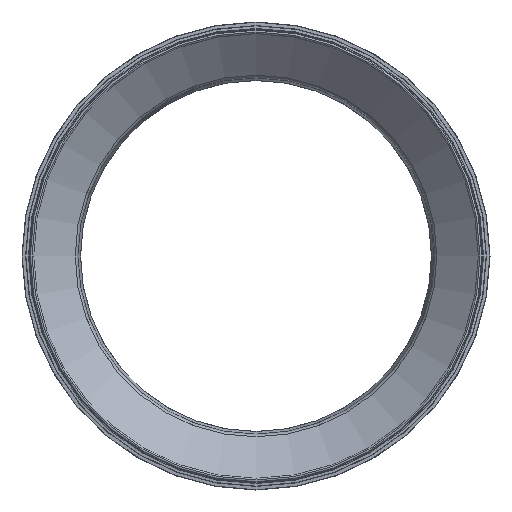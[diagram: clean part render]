
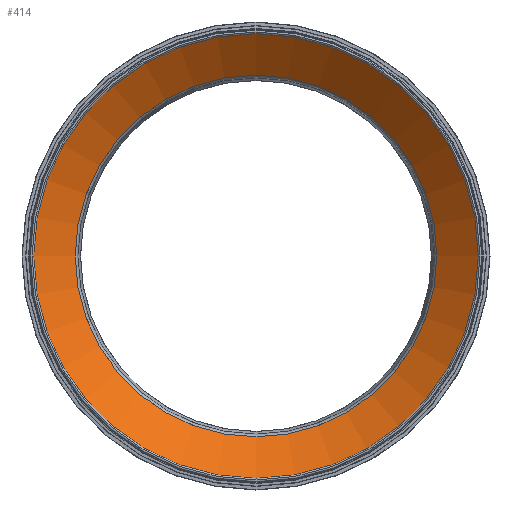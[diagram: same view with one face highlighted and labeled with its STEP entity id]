
A CAD part, front view. The second image highlights one B-rep face of the part: STEP entity #414.
In plain terms, the highlighted conical face has half-angle 51.55 degrees and reference radius 140.555 mm.
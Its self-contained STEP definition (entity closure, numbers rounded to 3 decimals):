
#380=CARTESIAN_POINT('',(155.858,61.175,0.0));
#381=VERTEX_POINT('',#380);
#382=CARTESIAN_POINT('',(0.0,61.175,0.0));
#383=DIRECTION('',(0.0,-1.0,0.0));
#384=DIRECTION('',(1.0,0.0,0.0));
#385=AXIS2_PLACEMENT_3D('',#382,#383,#384);
#386=CIRCLE('',#385,155.858);
#387=EDGE_CURVE('',#381,#381,#386,.T.);
#395=CARTESIAN_POINT('',(0.0,73.325,0.0));
#396=DIRECTION('',(0.0,-1.0,0.0));
#397=DIRECTION('',(1.0,0.0,0.0));
#398=AXIS2_PLACEMENT_3D('',#395,#396,#397);
#399=CONICAL_SURFACE('',#398,140.555,51.55);
#400=CARTESIAN_POINT('',(125.252,85.476,0.0));
#401=VERTEX_POINT('',#400);
#402=CARTESIAN_POINT('',(0.0,85.476,0.0));
#403=DIRECTION('',(0.0,-1.0,0.0));
#404=DIRECTION('',(1.0,0.0,0.0));
#405=AXIS2_PLACEMENT_3D('',#402,#403,#404);
#406=CIRCLE('',#405,125.252);
#407=EDGE_CURVE('',#401,#401,#406,.T.);
#408=ORIENTED_EDGE('',*,*,#407,.F.);
#409=EDGE_LOOP('',(#408));
#410=FACE_OUTER_BOUND('',#409,.T.);
#411=ORIENTED_EDGE('',*,*,#387,.T.);
#412=EDGE_LOOP('',(#411));
#413=FACE_BOUND('',#412,.T.);
#414=ADVANCED_FACE('',(#410,#413),#399,.F.);
